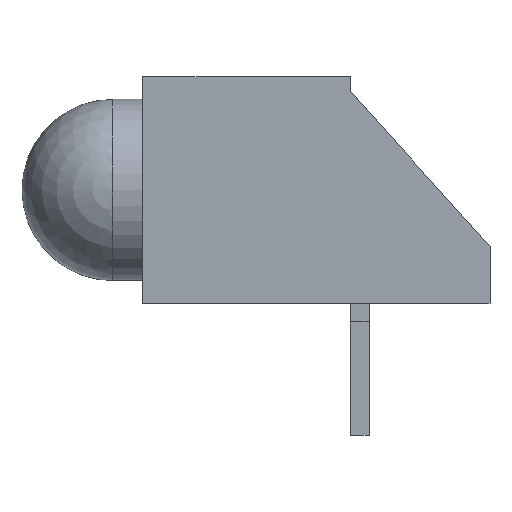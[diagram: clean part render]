
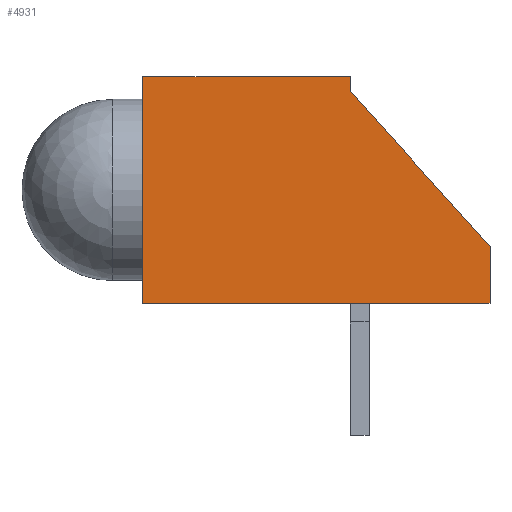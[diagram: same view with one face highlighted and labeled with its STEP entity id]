
A CAD part, top view. The second image highlights one B-rep face of the part: STEP entity #4931.
In plain terms, the highlighted planar face has unit normal (0, 0, 1).
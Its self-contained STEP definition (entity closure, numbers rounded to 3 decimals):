
#1889 = LINE ( 'NONE', #1890, #8322 ) ;
#1890 = CARTESIAN_POINT ( 'NONE',  ( 0., 6., 3. ) ) ;
#1891 = DIRECTION ( 'NONE',  ( -1., 0., 0. ) ) ;
#1895 = LINE ( 'NONE', #1896, #8324 ) ;
#1896 = CARTESIAN_POINT ( 'NONE',  ( 5.508, 5.6, 3. ) ) ;
#1897 = DIRECTION ( 'NONE',  ( 0., 1., 0. ) ) ;
#2181 = CARTESIAN_POINT ( 'NONE',  ( 0., 0., 3. ) ) ;
#2182 = CARTESIAN_POINT ( 'NONE',  ( 9.2, 0., 3. ) ) ;
#2256 = CARTESIAN_POINT ( 'NONE',  ( 5.508, 5.6, 3. ) ) ;
#2257 = CARTESIAN_POINT ( 'NONE',  ( 9.2, 1.5, 3. ) ) ;
#2262 = CARTESIAN_POINT ( 'NONE',  ( 0., 6., 3. ) ) ;
#2264 = CARTESIAN_POINT ( 'NONE',  ( 5.508, 6., 3. ) ) ;
#3949 = EDGE_CURVE ( 'NONE', #9708, #8977, #7558, .T. ) ;
#3961 = EDGE_CURVE ( 'NONE', #9703, #9702, #7573, .T. ) ;
#3968 = EDGE_CURVE ( 'NONE', #8978, #9703, #7582, .T. ) ;
#4331 = EDGE_CURVE ( 'NONE', #8977, #8978, #8149, .T. ) ;
#4411 = VECTOR ( 'NONE', #7560, 1000. ) ;
#4413 = VECTOR ( 'NONE', #7584, 1000. ) ;
#4416 = VECTOR ( 'NONE', #7575, 1000. ) ;
#4931 = ADVANCED_FACE ( 'NONE', ( #5328 ), #10607, .F. ) ;
#5164 = VECTOR ( 'NONE', #8151, 1000. ) ;
#5328 = FACE_OUTER_BOUND ( 'NONE', #8705, .T. ) ;
#5330 = AXIS2_PLACEMENT_3D ( 'NONE', #10608, #10609, #10610 ) ;
#7027 = EDGE_CURVE ( 'NONE', #9710, #9708, #1889, .T. ) ;
#7029 = EDGE_CURVE ( 'NONE', #9702, #9710, #1895, .T. ) ;
#7482 = ORIENTED_EDGE ( 'NONE', *, *, #7029, .T. ) ;
#7483 = ORIENTED_EDGE ( 'NONE', *, *, #4331, .T. ) ;
#7484 = ORIENTED_EDGE ( 'NONE', *, *, #3968, .T. ) ;
#7485 = ORIENTED_EDGE ( 'NONE', *, *, #3961, .T. ) ;
#7486 = ORIENTED_EDGE ( 'NONE', *, *, #7027, .T. ) ;
#7487 = ORIENTED_EDGE ( 'NONE', *, *, #3949, .T. ) ;
#7558 = LINE ( 'NONE', #7559, #4411 ) ;
#7559 = CARTESIAN_POINT ( 'NONE',  ( 0., 0., 3. ) ) ;
#7560 = DIRECTION ( 'NONE',  ( 0., -1., 0. ) ) ;
#7573 = LINE ( 'NONE', #7574, #4416 ) ;
#7574 = CARTESIAN_POINT ( 'NONE',  ( 9.2, 1.5, 3. ) ) ;
#7575 = DIRECTION ( 'NONE',  ( -0.669, 0.743, 0. ) ) ;
#7582 = LINE ( 'NONE', #7583, #4413 ) ;
#7583 = CARTESIAN_POINT ( 'NONE',  ( 9.2, 1.5, 3. ) ) ;
#7584 = DIRECTION ( 'NONE',  ( 0., 1., 0. ) ) ;
#8149 = LINE ( 'NONE', #8150, #5164 ) ;
#8150 = CARTESIAN_POINT ( 'NONE',  ( 9.2, 0., 3. ) ) ;
#8151 = DIRECTION ( 'NONE',  ( 1., 0., 0. ) ) ;
#8322 = VECTOR ( 'NONE', #1891, 1000. ) ;
#8324 = VECTOR ( 'NONE', #1897, 1000. ) ;
#8705 = EDGE_LOOP ( 'NONE', ( #7483, #7484, #7485, #7482, #7486, #7487 ) ) ;
#8977 = VERTEX_POINT ( 'NONE', #2181 ) ;
#8978 = VERTEX_POINT ( 'NONE', #2182 ) ;
#9702 = VERTEX_POINT ( 'NONE', #2256 ) ;
#9703 = VERTEX_POINT ( 'NONE', #2257 ) ;
#9708 = VERTEX_POINT ( 'NONE', #2262 ) ;
#9710 = VERTEX_POINT ( 'NONE', #2264 ) ;
#10607 = PLANE ( 'NONE',  #5330 ) ;
#10608 = CARTESIAN_POINT ( 'NONE',  ( 0., 0., 3. ) ) ;
#10609 = DIRECTION ( 'NONE',  ( 0., 0., -1. ) ) ;
#10610 = DIRECTION ( 'NONE',  ( -1., 0., 0. ) ) ;
